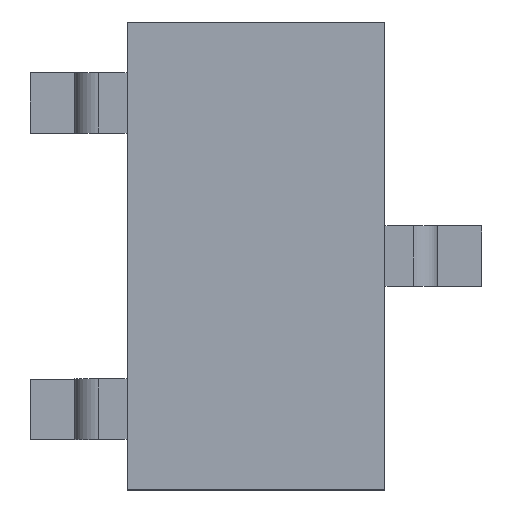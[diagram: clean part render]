
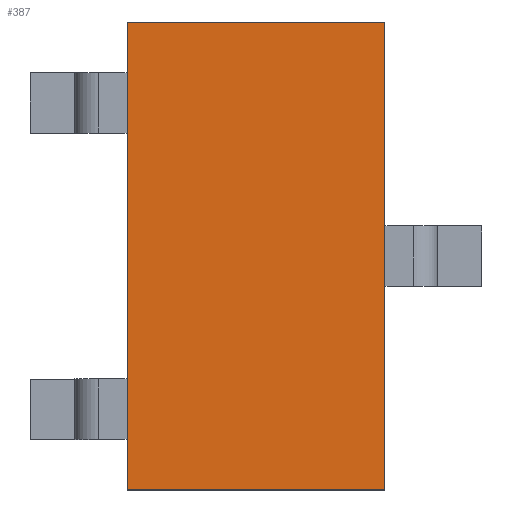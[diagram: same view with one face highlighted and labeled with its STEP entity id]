
A CAD part, top view. The second image highlights one B-rep face of the part: STEP entity #387.
In plain terms, the highlighted planar face has unit normal (0, 0, 1).
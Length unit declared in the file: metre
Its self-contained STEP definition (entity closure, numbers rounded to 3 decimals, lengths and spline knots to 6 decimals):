
#227 = EDGE_CURVE( '', #574, #575, #576, .T. );
#299 = EDGE_CURVE( '', #574, #582, #685, .T. );
#305 = EDGE_CURVE( '', #575, #692, #693, .T. );
#353 = EDGE_CURVE( '', #582, #692, #761, .T. );
#387 = ADVANCED_FACE( '', ( #801 ), #802, .T. );
#574 = VERTEX_POINT( '', #1020 );
#575 = VERTEX_POINT( '', #1021 );
#576 = LINE( '', #1022, #1023 );
#582 = VERTEX_POINT( '', #1032 );
#685 = LINE( '', #1179, #1180 );
#692 = VERTEX_POINT( '', #1190 );
#693 = LINE( '', #1191, #1192 );
#761 = LINE( '', #1289, #1290 );
#801 = FACE_OUTER_BOUND( '', #1354, .T. );
#802 = PLANE( '', #1355 );
#1020 = CARTESIAN_POINT( '', ( -0.0008, -0.00145, 0.00155 ) );
#1021 = CARTESIAN_POINT( '', ( 0.0008, -0.00145, 0.00155 ) );
#1022 = CARTESIAN_POINT( '', ( -0.0008, -0.00145, 0.00155 ) );
#1023 = VECTOR( '', #1597, 1. );
#1032 = CARTESIAN_POINT( '', ( -0.0008, 0.00145, 0.00155 ) );
#1179 = CARTESIAN_POINT( '', ( -0.0008, -0.00145, 0.00155 ) );
#1180 = VECTOR( '', #1711, 1. );
#1190 = CARTESIAN_POINT( '', ( 0.0008, 0.00145, 0.00155 ) );
#1191 = CARTESIAN_POINT( '', ( 0.0008, -0.00145, 0.00155 ) );
#1192 = VECTOR( '', #1721, 1. );
#1289 = CARTESIAN_POINT( '', ( -0.0008, 0.00145, 0.00155 ) );
#1290 = VECTOR( '', #1823, 1. );
#1354 = EDGE_LOOP( '', ( #1875, #1876, #1877, #1878 ) );
#1355 = AXIS2_PLACEMENT_3D( '', #1879, #1880, #1881 );
#1597 = DIRECTION( '', ( 1., 0., 0. ) );
#1711 = DIRECTION( '', ( 0., 1., 0. ) );
#1721 = DIRECTION( '', ( 0., 1., 0. ) );
#1823 = DIRECTION( '', ( 1., 0., 0. ) );
#1875 = ORIENTED_EDGE( '', *, *, #299, .F. );
#1876 = ORIENTED_EDGE( '', *, *, #227, .T. );
#1877 = ORIENTED_EDGE( '', *, *, #305, .T. );
#1878 = ORIENTED_EDGE( '', *, *, #353, .F. );
#1879 = CARTESIAN_POINT( '', ( -0.0008, -0.00145, 0.00155 ) );
#1880 = DIRECTION( '', ( 0., 0., 1. ) );
#1881 = DIRECTION( '', ( 1., 0., 0. ) );
